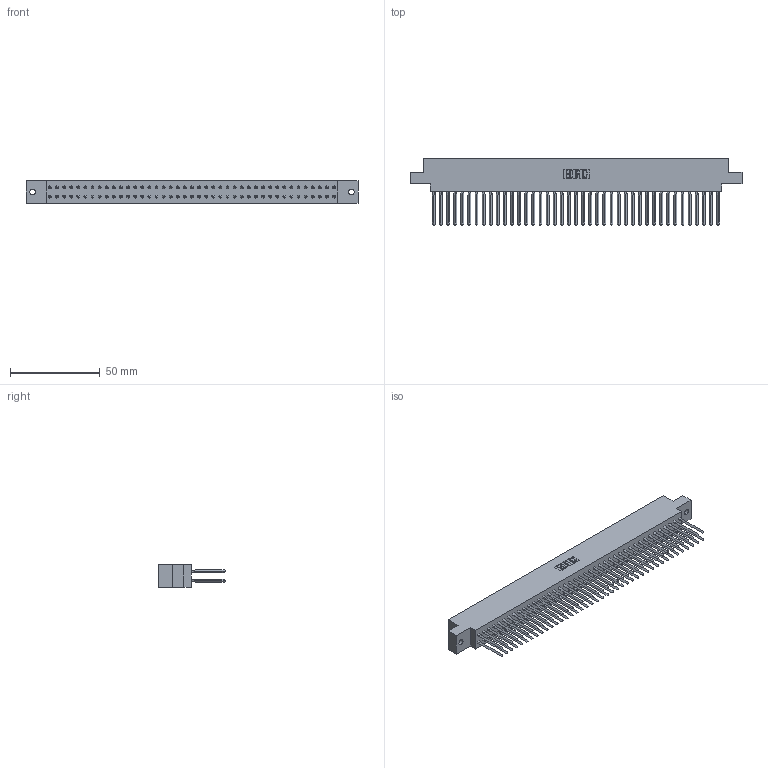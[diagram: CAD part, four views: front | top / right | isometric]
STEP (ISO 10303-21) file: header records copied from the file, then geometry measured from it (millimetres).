
FILE_DESCRIPTION (( 'STEP AP203' ), '1' );
FILE_NAME ('317-082-542-802.STEP', '2020-02-28T09:40:54', ( '' ), ( '' ), 'SwSTEP 2.0', 'SolidWorks 2016', '' );
FILE_SCHEMA (( 'CONFIG_CONTROL_DESIGN' ));
Length unit declared in the file: inch
Products named in the file (3): 317 Part_.144 Dia; 317-290-003_542; 317-082-542-802
Assembly tree (83 placements, depth 2):
  317-082-542-802
    317 Part_.144 Dia
    317-290-003_542  x82
Bounding box: 185.17 x 37.34 x 12.7 mm (x, y, z)
Volume: 30252 mm3; surface area: 41769.8 mm2
Topology: 83 solids, 83 shells, 4776 faces, 13395 edges, 8546 vertices
Faces by surface type: plane 3830, cylinder 618, bspline 328
Entity records: 58425 total; most frequent: CARTESIAN_POINT 10441, ORIENTED_EDGE 10104, DIRECTION 8500, EDGE_CURVE 5052, VECTOR 4882, LINE 4882, VERTEX_POINT 3362, AXIS2_PLACEMENT_3D 1809
